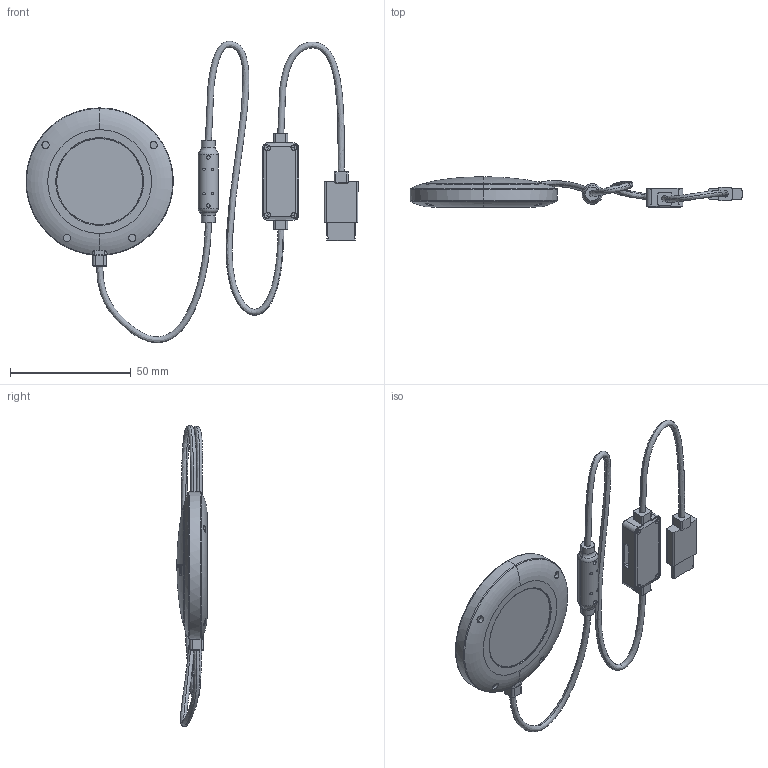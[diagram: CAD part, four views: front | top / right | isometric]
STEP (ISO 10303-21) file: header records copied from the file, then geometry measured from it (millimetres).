
FILE_DESCRIPTION (( 'STEP AP214' ), '1' );
FILE_NAME ('DJI - A3 - GPS-Compass PRO.STEP', '2019-02-23T17:59:24', ( '' ), ( '' ), 'SwSTEP 2.0', 'SolidWorks 2018', '' );
FILE_SCHEMA (( 'AUTOMOTIVE_DESIGN' ));
Length unit declared in the file: millimetre
Products named in the file (8): GPS-Compass PRO^DJI - A3 - GPS-Compass PRO; Cable#1^DJI - A3 - GPS-Compass PRO; Ceble#3^DJI - A3 - GPS-Compass PRO; Noise Filter^DJI - A3 - GPS-Compass PRO; Cable#2^DJI - A3 - GPS-Compass PRO; DJI - A3 - GPS-Compass PRO; CAN Connector^DJI - A3 - GPS-Compass PRO; CAN 4 Pin - Plug^DJI - A3 - GPS-Compass PRO
Assembly tree (7 placements, depth 2):
  DJI - A3 - GPS-Compass PRO
    GPS-Compass PRO^DJI - A3 - GPS-Compass PRO
    CAN Connector^DJI - A3 - GPS-Compass PRO
    Noise Filter^DJI - A3 - GPS-Compass PRO
    CAN 4 Pin - Plug^DJI - A3 - GPS-Compass PRO
    Cable#1^DJI - A3 - GPS-Compass PRO
    Cable#2^DJI - A3 - GPS-Compass PRO
    Ceble#3^DJI - A3 - GPS-Compass PRO
Bounding box: 137.5 x 12.5 x 124.86 mm (x, y, z)
Volume: 34918.7 mm3; surface area: 16393.8 mm2
Topology: 20 solids, 20 shells, 537 faces, 1502 edges, 1033 vertices
Faces by surface type: plane 307, cylinder 102, bspline 68, torus 36, cone 24
Entity records: 22361 total; most frequent: CARTESIAN_POINT 8467, ORIENTED_EDGE 2958, DIRECTION 2334, EDGE_CURVE 1479, VERTEX_POINT 1033, AXIS2_PLACEMENT_3D 812, LINE 710, VECTOR 710
